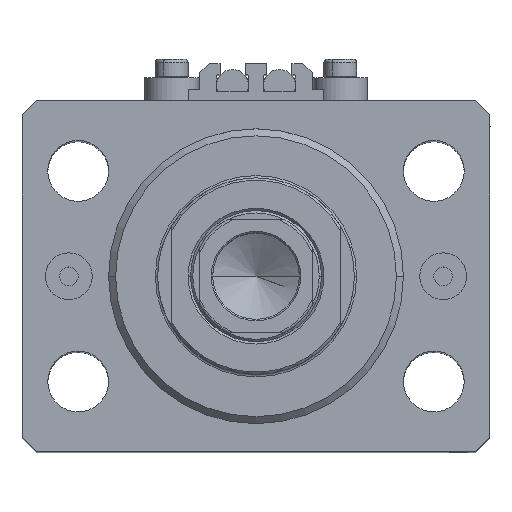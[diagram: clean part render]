
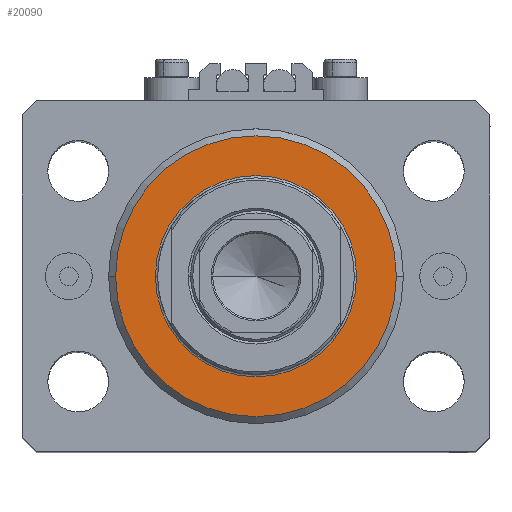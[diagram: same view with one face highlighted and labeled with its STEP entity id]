
A CAD part, top view. The second image highlights one B-rep face of the part: STEP entity #20090.
In plain terms, the highlighted face is planar.
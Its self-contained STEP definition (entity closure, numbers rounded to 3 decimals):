
#659 = CARTESIAN_POINT ( 'NONE',  ( -21.5, 0., 0. ) ) ;
#902 = EDGE_LOOP ( 'NONE', ( #18520, #43350 ) ) ;
#1369 = DIRECTION ( 'NONE',  ( 1., 0., 0. ) ) ;
#2268 = DIRECTION ( 'NONE',  ( 0., 0., -1. ) ) ;
#2289 = CARTESIAN_POINT ( 'NONE',  ( 0., 0., 0. ) ) ;
#4523 = VERTEX_POINT ( 'NONE', #659 ) ;
#4779 = AXIS2_PLACEMENT_3D ( 'NONE', #2289, #9094, #16612 ) ;
#6111 = CARTESIAN_POINT ( 'NONE',  ( -30., 0., 0. ) ) ;
#7367 = ORIENTED_EDGE ( 'NONE', *, *, #11421, .T. ) ;
#7551 = AXIS2_PLACEMENT_3D ( 'NONE', #34382, #45817, #1369 ) ;
#8474 = PLANE ( 'NONE',  #35238 ) ;
#8793 = VERTEX_POINT ( 'NONE', #31296 ) ;
#8940 = DIRECTION ( 'NONE',  ( 0., 0., 1. ) ) ;
#9094 = DIRECTION ( 'NONE',  ( 0., 0., -1. ) ) ;
#10507 = DIRECTION ( 'NONE',  ( 1., 0., 0. ) ) ;
#11421 = EDGE_CURVE ( 'NONE', #4523, #8793, #17711, .T. ) ;
#13286 = CARTESIAN_POINT ( 'NONE',  ( 30., 0., 0. ) ) ;
#13296 = CIRCLE ( 'NONE', #19509, 30. ) ;
#14135 = CARTESIAN_POINT ( 'NONE',  ( 0., 0., 0. ) ) ;
#15277 = EDGE_LOOP ( 'NONE', ( #39189, #7367 ) ) ;
#16612 = DIRECTION ( 'NONE',  ( 1., 0., 0. ) ) ;
#17711 = CIRCLE ( 'NONE', #34018, 21.5 ) ;
#18520 = ORIENTED_EDGE ( 'NONE', *, *, #40702, .T. ) ;
#19509 = AXIS2_PLACEMENT_3D ( 'NONE', #14135, #2268, #39882 ) ;
#20090 = ADVANCED_FACE ( 'NONE', ( #34672, #39026 ), #8474, .F. ) ;
#20244 = CIRCLE ( 'NONE', #4779, 30. ) ;
#20892 = EDGE_CURVE ( 'NONE', #31358, #30263, #20244, .T. ) ;
#23727 = DIRECTION ( 'NONE',  ( 1., 0., 0. ) ) ;
#29441 = DIRECTION ( 'NONE',  ( 0., 0., 1. ) ) ;
#30263 = VERTEX_POINT ( 'NONE', #13286 ) ;
#30371 = EDGE_CURVE ( 'NONE', #8793, #4523, #32337, .T. ) ;
#30549 = CARTESIAN_POINT ( 'NONE',  ( 0., 0., 0. ) ) ;
#31296 = CARTESIAN_POINT ( 'NONE',  ( 21.5, 0., 0. ) ) ;
#31358 = VERTEX_POINT ( 'NONE', #6111 ) ;
#32337 = CIRCLE ( 'NONE', #7551, 21.5 ) ;
#34018 = AXIS2_PLACEMENT_3D ( 'NONE', #43804, #29441, #10507 ) ;
#34382 = CARTESIAN_POINT ( 'NONE',  ( 0., 0., 0. ) ) ;
#34672 = FACE_BOUND ( 'NONE', #15277, .T. ) ;
#35238 = AXIS2_PLACEMENT_3D ( 'NONE', #30549, #8940, #23727 ) ;
#39026 = FACE_OUTER_BOUND ( 'NONE', #902, .T. ) ;
#39189 = ORIENTED_EDGE ( 'NONE', *, *, #30371, .T. ) ;
#39882 = DIRECTION ( 'NONE',  ( 1., 0., 0. ) ) ;
#40702 = EDGE_CURVE ( 'NONE', #30263, #31358, #13296, .T. ) ;
#43350 = ORIENTED_EDGE ( 'NONE', *, *, #20892, .T. ) ;
#43804 = CARTESIAN_POINT ( 'NONE',  ( 0., 0., 0. ) ) ;
#45817 = DIRECTION ( 'NONE',  ( 0., 0., 1. ) ) ;
